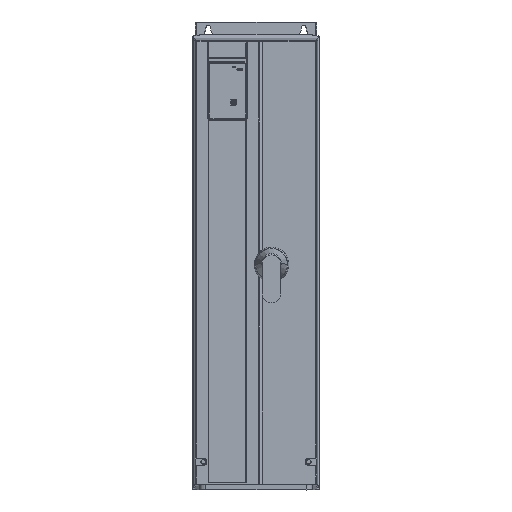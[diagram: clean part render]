
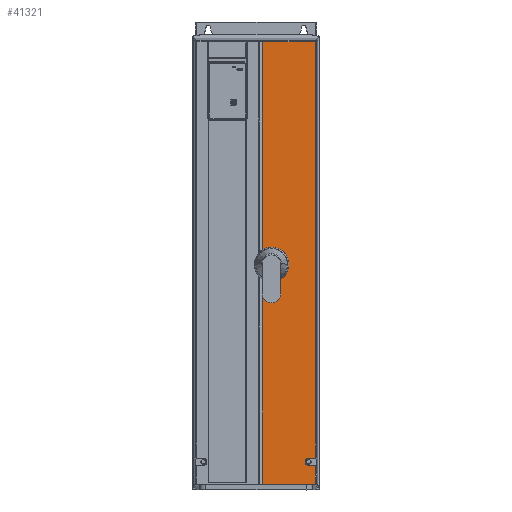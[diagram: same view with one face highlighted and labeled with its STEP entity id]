
A CAD part, top view. The second image highlights one B-rep face of the part: STEP entity #41321.
In plain terms, the highlighted planar face has unit normal (0, 0, 1).
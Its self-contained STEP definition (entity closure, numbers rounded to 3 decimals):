
#9439=CARTESIAN_POINT('',(0.556,-38.166,
14.249));
#9441=DIRECTION('',(1.,0.,0.));
#9442=VECTOR('',#9441,4.336);
#9443=CARTESIAN_POINT('',(0.556,-38.166,
14.249));
#9444=LINE('',#9443,#9442);
#9988=CARTESIAN_POINT('',(4.892,-1.633,14.249));
#10938=CARTESIAN_POINT('',(0.556,-18.8,
14.249));
#10968=CARTESIAN_POINT('',(0.556,-1.633,
14.249));
#10970=DIRECTION('',(0.,-1.,0.));
#10971=VECTOR('',#10970,17.167);
#10972=CARTESIAN_POINT('',(0.556,-1.633,
14.249));
#10973=LINE('',#10972,#10971);
#10974=CARTESIAN_POINT('',(2.251,-18.98,
14.249));
#10975=CARTESIAN_POINT('',(2.175,-18.911,
14.249));
#10976=CARTESIAN_POINT('',(2.011,-18.793,
14.249));
#10977=CARTESIAN_POINT('',(1.732,-18.668,
14.249));
#10978=CARTESIAN_POINT('',(1.434,-18.604,
14.249));
#10979=CARTESIAN_POINT('',(1.129,-18.604,
14.249));
#10980=CARTESIAN_POINT('',(0.83,-18.667,
14.249));
#10981=CARTESIAN_POINT('',(0.645,-18.748,
14.249));
#10982=CARTESIAN_POINT('',(0.556,-18.8,
14.249));
#10984=DIRECTION('',(1.,0.,0.));
#10985=VECTOR('',#10984,4.336);
#10986=CARTESIAN_POINT('',(0.556,-1.633,
14.249));
#10987=LINE('',#10986,#10985);
#10988=DIRECTION('',(0.,-1.,
0.));
#10989=VECTOR('',#10988,34.365);
#10990=CARTESIAN_POINT('',(4.892,-1.633,
14.249));
#10991=LINE('',#10990,#10989);
#10992=DIRECTION('',(-0.999,-0.035,0.));
#10993=VECTOR('',#10992,0.556);
#10994=CARTESIAN_POINT('',(4.892,-35.998,
14.249));
#10995=LINE('',#10994,#10993);
#10996=CARTESIAN_POINT('',(4.346,-36.313,
14.249));
#10997=DIRECTION('',(0.,0.,1.));
#10998=DIRECTION('',(-0.035,0.999,0.));
#10999=AXIS2_PLACEMENT_3D('',#10996,#10997,#10998);
#11001=CARTESIAN_POINT('',(4.346,-36.313,
14.249));
#11002=DIRECTION('',(0.,0.,1.));
#11003=DIRECTION('',(-1.,0.,0.));
#11004=AXIS2_PLACEMENT_3D('',#11001,#11002,#11003);
#11006=DIRECTION('',(0.999,-0.035,0.));
#11007=VECTOR('',#11006,0.556);
#11008=CARTESIAN_POINT('',(4.336,-36.608,
14.249));
#11009=LINE('',#11008,#11007);
#11010=DIRECTION('',(0.,-1.,0.));
#11011=VECTOR('',#11010,1.539);
#11012=CARTESIAN_POINT('',(4.892,-36.627,
14.249));
#11013=LINE('',#11012,#11011);
#11018=CARTESIAN_POINT('',(2.251,-18.98,
14.249));
#11019=CARTESIAN_POINT('',(2.136,-18.962,
14.249));
#11020=CARTESIAN_POINT('',(1.906,-18.932,
14.249));
#11021=CARTESIAN_POINT('',(1.575,-18.905,
14.249));
#11022=CARTESIAN_POINT('',(1.23,-18.897,
14.249));
#11023=CARTESIAN_POINT('',(0.89,-18.911,
14.249));
#11024=CARTESIAN_POINT('',(0.667,-18.933,
14.249));
#11025=CARTESIAN_POINT('',(0.556,-18.946,
14.249));
#11064=DIRECTION('',(0.,-1.,
0.));
#11065=VECTOR('',#11064,19.22);
#11066=CARTESIAN_POINT('',(0.556,-18.946,
14.249));
#11067=LINE('',#11066,#11065);
#22120=VERTEX_POINT('',#9439);
#22121=CARTESIAN_POINT('',(4.892,-38.166,
14.249));
#22122=VERTEX_POINT('',#22121);
#22213=VERTEX_POINT('',#9988);
#22396=VERTEX_POINT('',#10938);
#22397=VERTEX_POINT('',#10974);
#22399=VERTEX_POINT('',#10968);
#22400=VERTEX_POINT('',#11025);
#22401=CARTESIAN_POINT('',(4.892,-35.998,
14.249));
#22402=VERTEX_POINT('',#22401);
#22403=CARTESIAN_POINT('',(4.336,-36.018,
14.249));
#22404=VERTEX_POINT('',#22403);
#22405=CARTESIAN_POINT('',(4.051,-36.313,
14.249));
#22406=VERTEX_POINT('',#22405);
#22407=CARTESIAN_POINT('',(4.336,-36.608,
14.249));
#22408=VERTEX_POINT('',#22407);
#22409=CARTESIAN_POINT('',(4.892,-36.627,
14.249));
#22410=VERTEX_POINT('',#22409);
#41293=CARTESIAN_POINT('',(2.724,-19.899,
14.249));
#41294=DIRECTION('',(0.,0.,1.));
#41295=DIRECTION('',(1.,0.,0.));
#41296=AXIS2_PLACEMENT_3D('',#41293,#41294,#41295);
#41297=PLANE('',#41296);
#41299=ORIENTED_EDGE('',*,*,#41298,.F.);
#41300=ORIENTED_EDGE('',*,*,#41024,.T.);
#41301=ORIENTED_EDGE('',*,*,#41281,.F.);
#41303=ORIENTED_EDGE('',*,*,#41302,.T.);
#41305=ORIENTED_EDGE('',*,*,#41304,.T.);
#41307=ORIENTED_EDGE('',*,*,#41306,.T.);
#41309=ORIENTED_EDGE('',*,*,#41308,.T.);
#41311=ORIENTED_EDGE('',*,*,#41310,.T.);
#41313=ORIENTED_EDGE('',*,*,#41312,.T.);
#41315=ORIENTED_EDGE('',*,*,#41314,.T.);
#41316=ORIENTED_EDGE('',*,*,#37180,.F.);
#41318=ORIENTED_EDGE('',*,*,#41317,.F.);
#41319=EDGE_LOOP('',(#41299,#41300,#41301,#41303,#41305,#41307,#41309,#41311,
#41313,#41315,#41316,#41318));
#41320=FACE_OUTER_BOUND('',#41319,.F.);
#41321=ADVANCED_FACE('',(#41320),#41297,.T.);
#10983=B_SPLINE_CURVE_WITH_KNOTS('',3,(#10974,#10975,#10976,#10977,#10978,
#10979,#10980,#10981,#10982),.UNSPECIFIED.,.F.,.F.,(4,1,1,1,1,1,4),(0.,
0.167,0.333,0.5,0.667,0.833,
1.),.UNSPECIFIED.);
#11000=CIRCLE('',#10999,0.295);
#11005=CIRCLE('',#11004,0.295);
#11026=B_SPLINE_CURVE_WITH_KNOTS('',3,(#11018,#11019,#11020,#11021,#11022,
#11023,#11024,#11025),.UNSPECIFIED.,.F.,.F.,(4,1,1,1,1,4),(0.,0.2,0.4,
0.6,0.8,1.),.UNSPECIFIED.);
#37180=EDGE_CURVE('',#22120,#22122,#9444,.T.);
#41024=EDGE_CURVE('',#22397,#22396,#10983,.T.);
#41281=EDGE_CURVE('',#22399,#22396,#10973,.T.);
#41298=EDGE_CURVE('',#22397,#22400,#11026,.T.);
#41302=EDGE_CURVE('',#22399,#22213,#10987,.T.);
#41304=EDGE_CURVE('',#22213,#22402,#10991,.T.);
#41306=EDGE_CURVE('',#22402,#22404,#10995,.T.);
#41308=EDGE_CURVE('',#22404,#22406,#11000,.T.);
#41310=EDGE_CURVE('',#22406,#22408,#11005,.T.);
#41312=EDGE_CURVE('',#22408,#22410,#11009,.T.);
#41314=EDGE_CURVE('',#22410,#22122,#11013,.T.);
#41317=EDGE_CURVE('',#22400,#22120,#11067,.T.);
